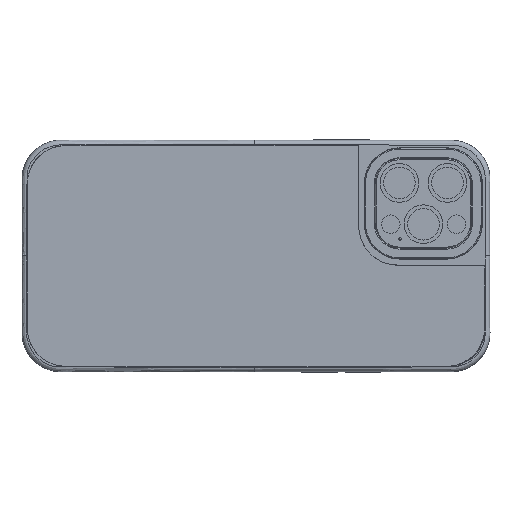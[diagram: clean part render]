
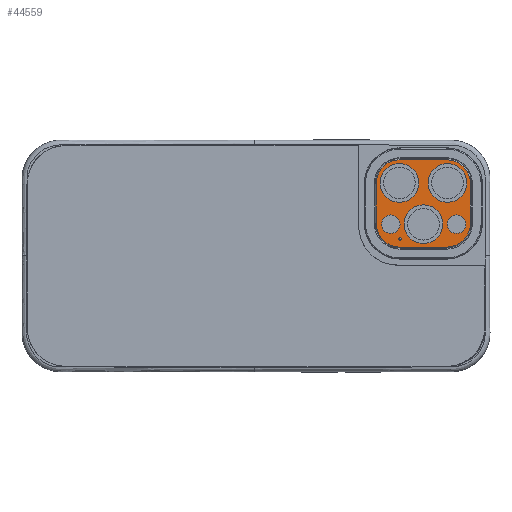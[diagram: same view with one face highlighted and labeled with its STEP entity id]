
A CAD part, top view. The second image highlights one B-rep face of the part: STEP entity #44559.
In plain terms, the highlighted face is planar.
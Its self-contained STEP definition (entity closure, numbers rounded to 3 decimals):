
#37648=DIRECTION('',(-1.,0.,0.));
#37649=VECTOR('',#37648,12.8);
#37650=CARTESIAN_POINT('',(23.35,38.25,-4.6));
#37651=LINE('',#37650,#37649);
#37678=DIRECTION('',(0.,-1.,0.));
#37679=VECTOR('',#37678,15.);
#37680=CARTESIAN_POINT('',(31.05,60.95,-4.6));
#37681=LINE('',#37680,#37679);
#37708=DIRECTION('',(1.,0.,0.));
#37709=VECTOR('',#37708,12.8);
#37710=CARTESIAN_POINT('',(10.55,68.65,-4.6));
#37711=LINE('',#37710,#37709);
#37738=DIRECTION('',(0.,1.,0.));
#37739=VECTOR('',#37738,15.);
#37740=CARTESIAN_POINT('',(2.85,45.95,-4.6));
#37741=LINE('',#37740,#37739);
#37761=CARTESIAN_POINT('',(23.35,45.95,-4.6));
#37762=DIRECTION('',(0.,0.,1.));
#37763=DIRECTION('',(0.,-1.,0.));
#37764=AXIS2_PLACEMENT_3D('',#37761,#37762,#37763);
#37769=CARTESIAN_POINT('',(23.35,60.95,-4.6));
#37770=DIRECTION('',(0.,0.,1.));
#37771=DIRECTION('',(1.,0.,0.));
#37772=AXIS2_PLACEMENT_3D('',#37769,#37770,#37771);
#37777=CARTESIAN_POINT('',(10.55,60.95,-4.6));
#37778=DIRECTION('',(0.,0.,1.));
#37779=DIRECTION('',(0.,1.,0.));
#37780=AXIS2_PLACEMENT_3D('',#37777,#37778,#37779);
#37785=CARTESIAN_POINT('',(10.55,45.95,-4.6));
#37786=DIRECTION('',(0.,0.,1.));
#37787=DIRECTION('',(-1.,0.,0.));
#37788=AXIS2_PLACEMENT_3D('',#37785,#37786,#37787);
#37793=CARTESIAN_POINT('',(23.6,61.25,-4.6));
#37794=DIRECTION('',(0.,0.,-1.));
#37795=DIRECTION('',(0.,-1.,0.));
#37796=AXIS2_PLACEMENT_3D('',#37793,#37794,#37795);
#37801=CARTESIAN_POINT('',(23.6,61.25,-4.6));
#37802=DIRECTION('',(0.,0.,-1.));
#37803=DIRECTION('',(0.,1.,0.));
#37804=AXIS2_PLACEMENT_3D('',#37801,#37802,#37803);
#37809=CARTESIAN_POINT('',(23.6,45.75,-4.6));
#37810=DIRECTION('',(0.,0.,-1.));
#37811=DIRECTION('',(0.,-1.,0.));
#37812=AXIS2_PLACEMENT_3D('',#37809,#37810,#37811);
#37817=CARTESIAN_POINT('',(23.6,45.75,-4.6));
#37818=DIRECTION('',(0.,0.,-1.));
#37819=DIRECTION('',(0.,1.,0.));
#37820=AXIS2_PLACEMENT_3D('',#37817,#37818,#37819);
#37825=CARTESIAN_POINT('',(10.25,53.5,-4.6));
#37826=DIRECTION('',(0.,0.,-1.));
#37827=DIRECTION('',(0.,-1.,0.));
#37828=AXIS2_PLACEMENT_3D('',#37825,#37826,#37827);
#37833=CARTESIAN_POINT('',(10.25,53.5,-4.6));
#37834=DIRECTION('',(0.,0.,-1.));
#37835=DIRECTION('',(0.,1.,0.));
#37836=AXIS2_PLACEMENT_3D('',#37833,#37834,#37835);
#37841=CARTESIAN_POINT('',(10.25,64.2,-4.6));
#37842=DIRECTION('',(0.,0.,-1.));
#37843=DIRECTION('',(0.,-1.,0.));
#37844=AXIS2_PLACEMENT_3D('',#37841,#37842,#37843);
#37849=CARTESIAN_POINT('',(10.25,64.2,-4.6));
#37850=DIRECTION('',(0.,0.,-1.));
#37851=DIRECTION('',(0.,1.,0.));
#37852=AXIS2_PLACEMENT_3D('',#37849,#37850,#37851);
#37857=CARTESIAN_POINT('',(10.25,42.95,-4.6));
#37858=DIRECTION('',(0.,0.,-1.));
#37859=DIRECTION('',(0.,-1.,0.));
#37860=AXIS2_PLACEMENT_3D('',#37857,#37858,#37859);
#37865=CARTESIAN_POINT('',(10.25,42.95,-4.6));
#37866=DIRECTION('',(0.,0.,-1.));
#37867=DIRECTION('',(0.,1.,0.));
#37868=AXIS2_PLACEMENT_3D('',#37865,#37866,#37867);
#37873=CARTESIAN_POINT('',(5.5,45.95,-4.6));
#37874=DIRECTION('',(0.,0.,-1.));
#37875=DIRECTION('',(0.,-1.,0.));
#37876=AXIS2_PLACEMENT_3D('',#37873,#37874,#37875);
#37881=CARTESIAN_POINT('',(5.5,45.95,-4.6));
#37882=DIRECTION('',(0.,0.,-1.));
#37883=DIRECTION('',(0.,1.,0.));
#37884=AXIS2_PLACEMENT_3D('',#37881,#37882,#37883);
#38982=CARTESIAN_POINT('',(23.35,38.25,-4.6));
#38983=VERTEX_POINT('',#38982);
#38984=CARTESIAN_POINT('',(10.55,38.25,-4.6));
#38985=VERTEX_POINT('',#38984);
#38986=CARTESIAN_POINT('',(31.05,45.95,-4.6));
#38987=VERTEX_POINT('',#38986);
#38988=CARTESIAN_POINT('',(31.05,60.95,-4.6));
#38989=VERTEX_POINT('',#38988);
#38990=CARTESIAN_POINT('',(23.35,68.65,-4.6));
#38991=VERTEX_POINT('',#38990);
#38992=CARTESIAN_POINT('',(10.55,68.65,-4.6));
#38993=VERTEX_POINT('',#38992);
#38994=CARTESIAN_POINT('',(2.85,60.95,-4.6));
#38995=VERTEX_POINT('',#38994);
#38996=CARTESIAN_POINT('',(2.85,45.95,-4.6));
#38997=VERTEX_POINT('',#38996);
#38998=CARTESIAN_POINT('',(23.6,55.,-4.6));
#38999=CARTESIAN_POINT('',(23.6,67.5,-4.6));
#39000=VERTEX_POINT('',#38998);
#39001=VERTEX_POINT('',#38999);
#39002=CARTESIAN_POINT('',(23.6,39.5,-4.6));
#39003=CARTESIAN_POINT('',(23.6,52.,-4.6));
#39004=VERTEX_POINT('',#39002);
#39005=VERTEX_POINT('',#39003);
#39006=CARTESIAN_POINT('',(10.25,47.25,-4.6));
#39007=CARTESIAN_POINT('',(10.25,59.75,-4.6));
#39008=VERTEX_POINT('',#39006);
#39009=VERTEX_POINT('',#39007);
#39010=CARTESIAN_POINT('',(10.25,61.2,-4.6));
#39011=CARTESIAN_POINT('',(10.25,67.2,-4.6));
#39012=VERTEX_POINT('',#39010);
#39013=VERTEX_POINT('',#39011);
#39014=CARTESIAN_POINT('',(10.25,39.95,-4.6));
#39015=CARTESIAN_POINT('',(10.25,45.95,-4.6));
#39016=VERTEX_POINT('',#39014);
#39017=VERTEX_POINT('',#39015);
#39018=CARTESIAN_POINT('',(5.5,45.55,-4.6));
#39019=CARTESIAN_POINT('',(5.5,46.35,-4.6));
#39020=VERTEX_POINT('',#39018);
#39021=VERTEX_POINT('',#39019);
#44508=CARTESIAN_POINT('',(55.,86.319,-4.6));
#44509=DIRECTION('',(0.,0.,1.));
#44510=DIRECTION('',(0.,-1.,0.));
#44511=AXIS2_PLACEMENT_3D('',#44508,#44509,#44510);
#44512=PLANE('',#44511);
#44513=ORIENTED_EDGE('',*,*,#44404,.F.);
#44514=ORIENTED_EDGE('',*,*,#44419,.T.);
#44515=ORIENTED_EDGE('',*,*,#44433,.F.);
#44516=ORIENTED_EDGE('',*,*,#44447,.T.);
#44517=ORIENTED_EDGE('',*,*,#44461,.F.);
#44518=ORIENTED_EDGE('',*,*,#44475,.T.);
#44519=ORIENTED_EDGE('',*,*,#44489,.F.);
#44520=ORIENTED_EDGE('',*,*,#44502,.T.);
#44521=EDGE_LOOP('',(#44513,#44514,#44515,#44516,#44517,#44518,#44519,#44520));
#44522=FACE_OUTER_BOUND('',#44521,.F.);
#44524=ORIENTED_EDGE('',*,*,#44523,.T.);
#44526=ORIENTED_EDGE('',*,*,#44525,.T.);
#44527=EDGE_LOOP('',(#44524,#44526));
#44528=FACE_BOUND('',#44527,.F.);
#44530=ORIENTED_EDGE('',*,*,#44529,.T.);
#44532=ORIENTED_EDGE('',*,*,#44531,.T.);
#44533=EDGE_LOOP('',(#44530,#44532));
#44534=FACE_BOUND('',#44533,.F.);
#44536=ORIENTED_EDGE('',*,*,#44535,.T.);
#44538=ORIENTED_EDGE('',*,*,#44537,.T.);
#44539=EDGE_LOOP('',(#44536,#44538));
#44540=FACE_BOUND('',#44539,.F.);
#44542=ORIENTED_EDGE('',*,*,#44541,.T.);
#44544=ORIENTED_EDGE('',*,*,#44543,.T.);
#44545=EDGE_LOOP('',(#44542,#44544));
#44546=FACE_BOUND('',#44545,.F.);
#44548=ORIENTED_EDGE('',*,*,#44547,.T.);
#44550=ORIENTED_EDGE('',*,*,#44549,.T.);
#44551=EDGE_LOOP('',(#44548,#44550));
#44552=FACE_BOUND('',#44551,.F.);
#44554=ORIENTED_EDGE('',*,*,#44553,.T.);
#44556=ORIENTED_EDGE('',*,*,#44555,.T.);
#44557=EDGE_LOOP('',(#44554,#44556));
#44558=FACE_BOUND('',#44557,.F.);
#37765=CIRCLE('',#37764,7.7);
#37773=CIRCLE('',#37772,7.7);
#37781=CIRCLE('',#37780,7.7);
#37789=CIRCLE('',#37788,7.7);
#37797=CIRCLE('',#37796,6.25);
#37805=CIRCLE('',#37804,6.25);
#37813=CIRCLE('',#37812,6.25);
#37821=CIRCLE('',#37820,6.25);
#37829=CIRCLE('',#37828,6.25);
#37837=CIRCLE('',#37836,6.25);
#37845=CIRCLE('',#37844,3.);
#37853=CIRCLE('',#37852,3.);
#37861=CIRCLE('',#37860,3.);
#37869=CIRCLE('',#37868,3.);
#37877=CIRCLE('',#37876,0.4);
#37885=CIRCLE('',#37884,0.4);
#44404=EDGE_CURVE('',#38983,#38985,#37651,.T.);
#44419=EDGE_CURVE('',#38983,#38987,#37765,.T.);
#44433=EDGE_CURVE('',#38989,#38987,#37681,.T.);
#44447=EDGE_CURVE('',#38989,#38991,#37773,.T.);
#44461=EDGE_CURVE('',#38993,#38991,#37711,.T.);
#44475=EDGE_CURVE('',#38993,#38995,#37781,.T.);
#44489=EDGE_CURVE('',#38997,#38995,#37741,.T.);
#44502=EDGE_CURVE('',#38997,#38985,#37789,.T.);
#44523=EDGE_CURVE('',#39000,#39001,#37797,.T.);
#44525=EDGE_CURVE('',#39001,#39000,#37805,.T.);
#44529=EDGE_CURVE('',#39004,#39005,#37813,.T.);
#44531=EDGE_CURVE('',#39005,#39004,#37821,.T.);
#44535=EDGE_CURVE('',#39008,#39009,#37829,.T.);
#44537=EDGE_CURVE('',#39009,#39008,#37837,.T.);
#44541=EDGE_CURVE('',#39012,#39013,#37845,.T.);
#44543=EDGE_CURVE('',#39013,#39012,#37853,.T.);
#44547=EDGE_CURVE('',#39016,#39017,#37861,.T.);
#44549=EDGE_CURVE('',#39017,#39016,#37869,.T.);
#44553=EDGE_CURVE('',#39020,#39021,#37877,.T.);
#44555=EDGE_CURVE('',#39021,#39020,#37885,.T.);
#44559=ADVANCED_FACE('',(#44522,#44528,#44534,#44540,#44546,#44552,#44558),
#44512,.F.);
